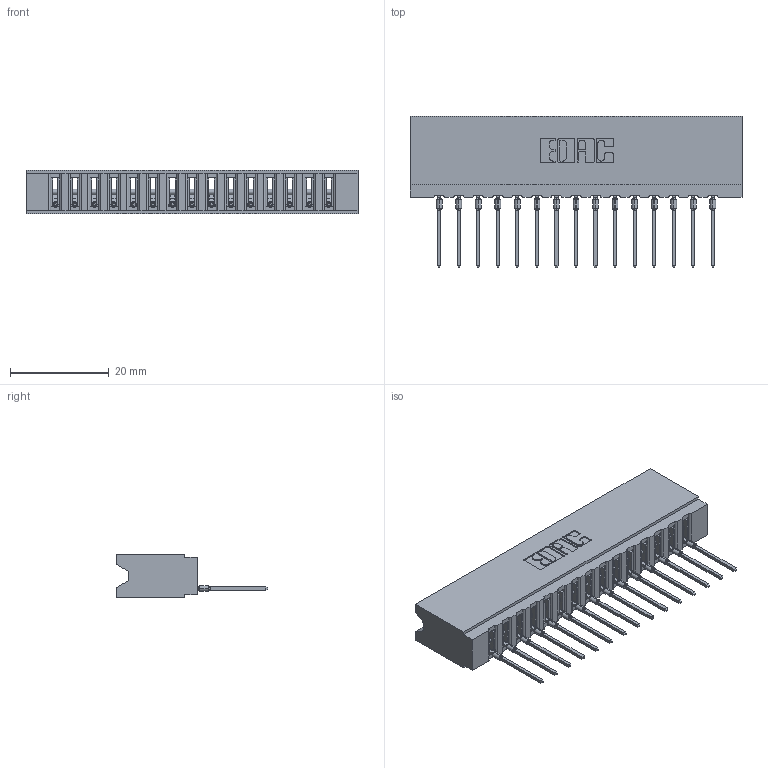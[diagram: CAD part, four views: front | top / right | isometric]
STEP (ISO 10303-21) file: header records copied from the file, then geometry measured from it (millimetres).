
FILE_DESCRIPTION (( 'STEP AP203' ), '1' );
FILE_NAME ('737-015-540-106.STEP', '2026-02-24T21:10:33', ( '' ), ( '' ), 'SwSTEP 2.0', 'SolidWorks 2023', '' );
FILE_SCHEMA (( 'CONFIG_CONTROL_DESIGN' ));
Length unit declared in the file: millimetre
Products named in the file (3): 737-015-540-106; 737 Part_Insulator Option - 06; 745-292-001_540
Assembly tree (16 placements, depth 2):
  737-015-540-106
    737 Part_Insulator Option - 06
    745-292-001_540  x15
Bounding box: 67.31 x 30.62 x 8.89 mm (x, y, z)
Volume: 6640.5 mm3; surface area: 8921.9 mm2
Topology: 16 solids, 16 shells, 1790 faces, 4922 edges, 3110 vertices
Faces by surface type: plane 1075, cylinder 325, bspline 300, torus 90
Entity records: 28941 total; most frequent: CARTESIAN_POINT 5603, ORIENTED_EDGE 5000, DIRECTION 4358, EDGE_CURVE 2500, LINE 2228, VECTOR 2228, VERTEX_POINT 1598, AXIS2_PLACEMENT_3D 1065
